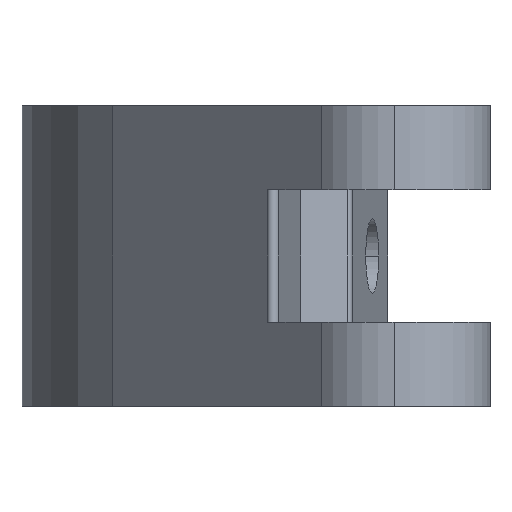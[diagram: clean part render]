
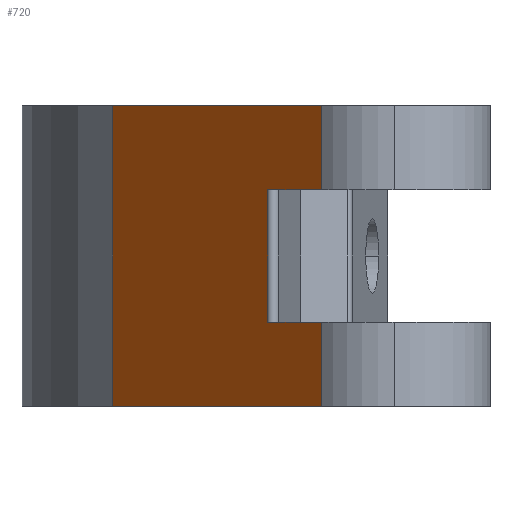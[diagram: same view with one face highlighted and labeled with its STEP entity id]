
A CAD part, left-side view. The second image highlights one B-rep face of the part: STEP entity #720.
In plain terms, the highlighted planar face has unit normal (-0.657, 0.754, 0).
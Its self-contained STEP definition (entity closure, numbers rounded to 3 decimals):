
#13 = ORIENTED_EDGE ( 'NONE', *, *, #471, .T. ) ;
#19 = CARTESIAN_POINT ( 'NONE',  ( -40.257, 6.03, 25. ) ) ;
#21 = CARTESIAN_POINT ( 'NONE',  ( -20.371, 23.367, 0. ) ) ;
#46 = VERTEX_POINT ( 'NONE', #793 ) ;
#55 = VERTEX_POINT ( 'NONE', #309 ) ;
#126 = CARTESIAN_POINT ( 'NONE',  ( -20.371, 23.367, 25. ) ) ;
#137 = EDGE_CURVE ( 'NONE', #55, #992, #615, .T. ) ;
#159 = LINE ( 'NONE', #996, #348 ) ;
#160 = VERTEX_POINT ( 'NONE', #650 ) ;
#165 = DIRECTION ( 'NONE',  ( 0., 0., -1. ) ) ;
#169 = CARTESIAN_POINT ( 'NONE',  ( -40.257, 6.03, 0. ) ) ;
#187 = CARTESIAN_POINT ( 'NONE',  ( -40.257, 6.03, 25. ) ) ;
#210 = DIRECTION ( 'NONE',  ( 0., 0., 1. ) ) ;
#213 = LINE ( 'NONE', #983, #655 ) ;
#232 = EDGE_CURVE ( 'NONE', #160, #55, #704, .T. ) ;
#238 = VECTOR ( 'NONE', #165, 1000. ) ;
#269 = EDGE_CURVE ( 'NONE', #160, #279, #487, .T. ) ;
#279 = VERTEX_POINT ( 'NONE', #414 ) ;
#290 = VECTOR ( 'NONE', #344, 1000. ) ;
#305 = DIRECTION ( 'NONE',  ( 0., 0., -1. ) ) ;
#309 = CARTESIAN_POINT ( 'NONE',  ( -35.134, 10.497, 7. ) ) ;
#320 = CARTESIAN_POINT ( 'NONE',  ( -40.257, 6.03, 7. ) ) ;
#344 = DIRECTION ( 'NONE',  ( -0.754, -0.657, 0. ) ) ;
#348 = VECTOR ( 'NONE', #433, 1000. ) ;
#352 = DIRECTION ( 'NONE',  ( 0.657, -0.754, 0. ) ) ;
#354 = VERTEX_POINT ( 'NONE', #19 ) ;
#369 = VERTEX_POINT ( 'NONE', #21 ) ;
#414 = CARTESIAN_POINT ( 'NONE',  ( -40.257, 6.03, 0. ) ) ;
#415 = EDGE_CURVE ( 'NONE', #992, #46, #590, .T. ) ;
#433 = DIRECTION ( 'NONE',  ( 0., 0., -1. ) ) ;
#462 = ORIENTED_EDGE ( 'NONE', *, *, #569, .F. ) ;
#471 = EDGE_CURVE ( 'NONE', #369, #279, #934, .T. ) ;
#477 = EDGE_LOOP ( 'NONE', ( #783, #949, #633, #462, #867, #13, #953, #858 ) ) ;
#487 = LINE ( 'NONE', #1055, #238 ) ;
#512 = VECTOR ( 'NONE', #890, 1000. ) ;
#559 = VECTOR ( 'NONE', #305, 1000. ) ;
#569 = EDGE_CURVE ( 'NONE', #925, #354, #213, .T. ) ;
#590 = LINE ( 'NONE', #752, #960 ) ;
#591 = DIRECTION ( 'NONE',  ( -0.754, -0.657, 0. ) ) ;
#615 = LINE ( 'NONE', #1016, #1014 ) ;
#633 = ORIENTED_EDGE ( 'NONE', *, *, #661, .F. ) ;
#650 = CARTESIAN_POINT ( 'NONE',  ( -40.257, 6.03, 7. ) ) ;
#655 = VECTOR ( 'NONE', #591, 1000. ) ;
#661 = EDGE_CURVE ( 'NONE', #354, #46, #159, .T. ) ;
#676 = DIRECTION ( 'NONE',  ( -0.754, -0.657, 0. ) ) ;
#704 = LINE ( 'NONE', #320, #512 ) ;
#720 = ADVANCED_FACE ( 'NONE', ( #738 ), #847, .F. ) ;
#738 = FACE_OUTER_BOUND ( 'NONE', #477, .T. ) ;
#752 = CARTESIAN_POINT ( 'NONE',  ( -40.257, 6.03, 18. ) ) ;
#777 = LINE ( 'NONE', #872, #559 ) ;
#783 = ORIENTED_EDGE ( 'NONE', *, *, #137, .T. ) ;
#793 = CARTESIAN_POINT ( 'NONE',  ( -40.257, 6.03, 18. ) ) ;
#797 = AXIS2_PLACEMENT_3D ( 'NONE', #187, #352, #918 ) ;
#847 = PLANE ( 'NONE',  #797 ) ;
#858 = ORIENTED_EDGE ( 'NONE', *, *, #232, .T. ) ;
#867 = ORIENTED_EDGE ( 'NONE', *, *, #976, .T. ) ;
#872 = CARTESIAN_POINT ( 'NONE',  ( -20.371, 23.367, 25. ) ) ;
#890 = DIRECTION ( 'NONE',  ( 0.754, 0.657, 0. ) ) ;
#918 = DIRECTION ( 'NONE',  ( 0.754, 0.657, 0. ) ) ;
#925 = VERTEX_POINT ( 'NONE', #126 ) ;
#934 = LINE ( 'NONE', #169, #290 ) ;
#949 = ORIENTED_EDGE ( 'NONE', *, *, #415, .T. ) ;
#953 = ORIENTED_EDGE ( 'NONE', *, *, #269, .F. ) ;
#960 = VECTOR ( 'NONE', #676, 1000. ) ;
#976 = EDGE_CURVE ( 'NONE', #925, #369, #777, .T. ) ;
#983 = CARTESIAN_POINT ( 'NONE',  ( -40.257, 6.03, 25. ) ) ;
#992 = VERTEX_POINT ( 'NONE', #1033 ) ;
#996 = CARTESIAN_POINT ( 'NONE',  ( -40.257, 6.03, 25. ) ) ;
#1014 = VECTOR ( 'NONE', #210, 1000. ) ;
#1016 = CARTESIAN_POINT ( 'NONE',  ( -35.134, 10.497, 25. ) ) ;
#1033 = CARTESIAN_POINT ( 'NONE',  ( -35.134, 10.497, 18. ) ) ;
#1055 = CARTESIAN_POINT ( 'NONE',  ( -40.257, 6.03, 25. ) ) ;
